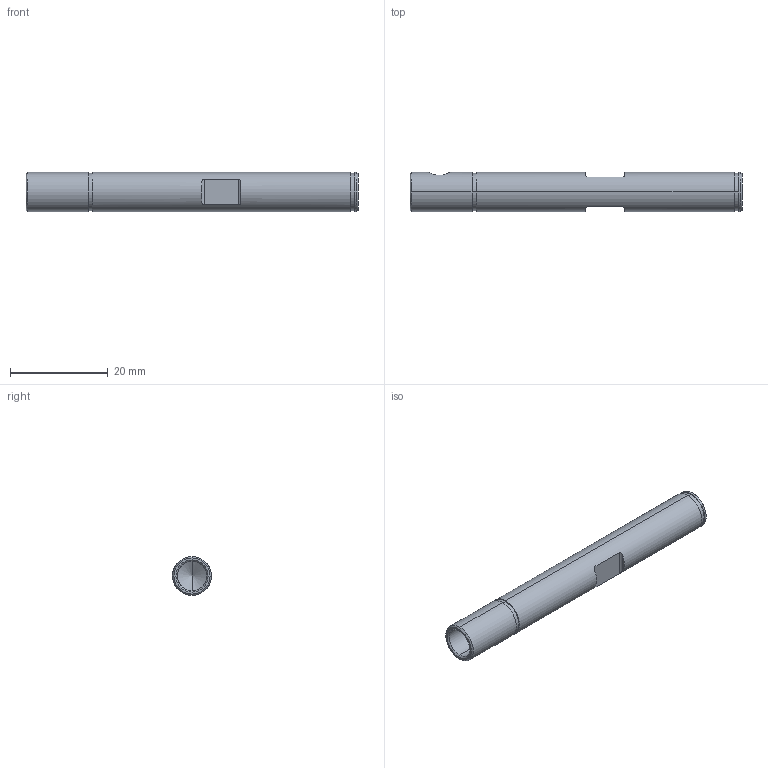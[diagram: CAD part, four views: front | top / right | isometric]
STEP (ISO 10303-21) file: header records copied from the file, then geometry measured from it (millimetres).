
FILE_DESCRIPTION (( 'STEP AP214' ), '1' );
FILE_NAME ('2-ArbreMoteur.STEP', '2022-08-15T18:56:33', ( '' ), ( '' ), 'SwSTEP 2.0', 'SolidWorks 2019', '' );
FILE_SCHEMA (( 'AUTOMOTIVE_DESIGN' ));
Length unit declared in the file: millimetre
Products named in the file (1): 2-ArbreMoteur
Bounding box: 68 x 8 x 8 mm (x, y, z)
Volume: 2865.9 mm3; surface area: 2108.7 mm2
Topology: 1 solids, 1 shells, 38 faces, 82 edges, 51 vertices
Faces by surface type: cylinder 18, plane 12, cone 8
Entity records: 1246 total; most frequent: CARTESIAN_POINT 358, DIRECTION 180, ORIENTED_EDGE 160, EDGE_CURVE 80, AXIS2_PLACEMENT_3D 73, VERTEX_POINT 51, EDGE_LOOP 47, FACE_OUTER_BOUND 38
